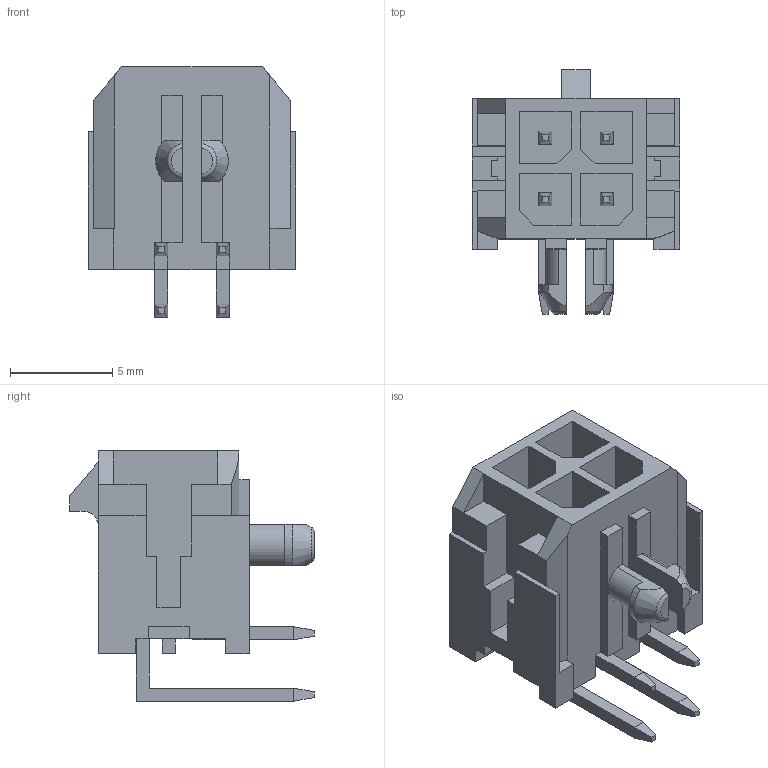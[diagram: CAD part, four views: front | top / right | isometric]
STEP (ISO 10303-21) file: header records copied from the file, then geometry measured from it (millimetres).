
FILE_DESCRIPTION(('STEP AP242'),'1');
FILE_NAME('43045-0401.stp','2020-11-17T17:05:31',('TraceParts'),('TraceParts S.A.'),'Spatial InterOp 3D',' ',' ');
FILE_SCHEMA(('AP242_MANAGED_MODEL_BASED_3D_ENGINEERING_MIM_LF {1 0 10303 442 1 1 4}'));
Length unit declared in the file: millimetre
Products named in the file (1): 43045-0401_1
Bounding box: 10.15 x 11.95 x 12.24 mm (x, y, z)
Volume: 455.1 mm3; surface area: 982.2 mm2
Topology: 1 solids, 1 shells, 271 faces, 705 edges, 445 vertices
Faces by surface type: plane 262, cylinder 5, cone 2, torus 2
Entity records: 8064 total; most frequent: CARTESIAN_POINT 1468, ORIENTED_EDGE 1410, DIRECTION 1253, EDGE_CURVE 705, LINE 677, VECTOR 677, VERTEX_POINT 445, AXIS2_PLACEMENT_3D 288
